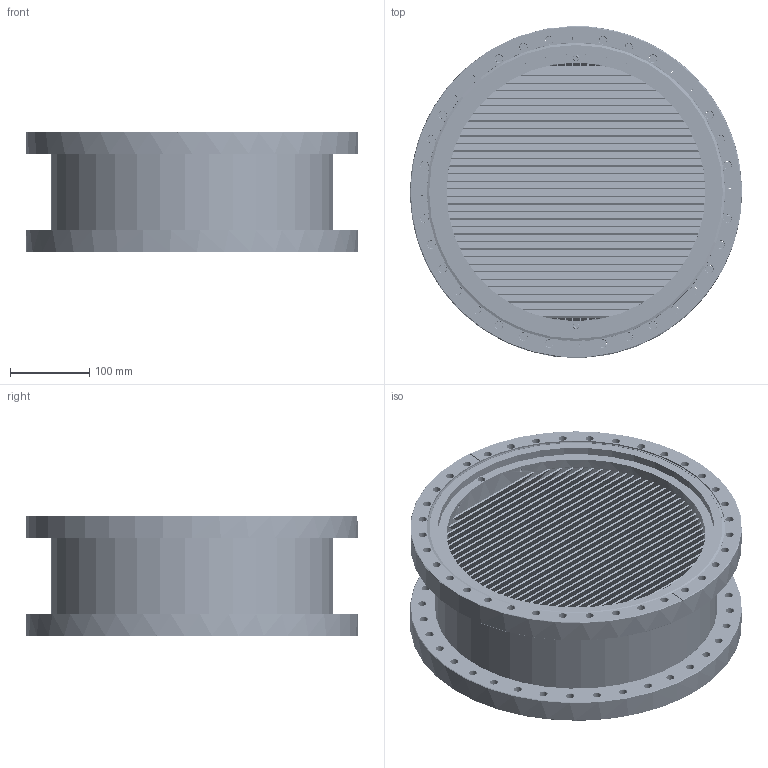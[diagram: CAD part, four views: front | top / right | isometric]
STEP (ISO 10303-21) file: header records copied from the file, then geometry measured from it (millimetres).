
FILE_DESCRIPTION (( 'STEP AP214' ), '1' );
FILE_NAME ('D1500305-v1 (Bolted, Type 2).STEP', '2015-09-23T17:13:08', ( '' ), ( '' ), 'SwSTEP 2.0', 'SolidWorks 2015', '' );
FILE_SCHEMA (( 'AUTOMOTIVE_DESIGN' ));
Length unit declared in the file: inch
Products named in the file (76): Chevron UV Baffle, Blade 14 Ga. 304 SSTL_-v3; Chevron UV Baffle, Blade Ring_v3; Chevron UV Baffle, Blade Cell (TYPE D)_Option 2, THREADED; 92196A226_92196A226; Chevron UV Baffle, Blade Cell (TYPE D)_Option 2; Chevron UV Baffle, Blade Ring_THREADED; 94355A535_94355A535; 14 in. OD SSTL Tubing,.13 wall; 110040; 100040; D1500305-v1 (Bolted, Type 2)
Assembly tree (87 placements, depth 3):
  D1500305-v1 (Bolted, Type 2)
    100040
    110040
    14 in. OD SSTL Tubing,.13 wall
    94355A535_94355A535  x8
    Chevron UV Baffle, Blade Cell (TYPE D)_Option 2, THREADED  x2
      Chevron UV Baffle, Blade Ring_THREADED
      Chevron UV Baffle, Blade 14 Ga. 304 SSTL_-v3
      Chevron UV Baffle, Blade 14 Ga. 304 SSTL_-v3
      Chevron UV Baffle, Blade 14 Ga. 304 SSTL_-v3
      Chevron UV Baffle, Blade 14 Ga. 304 SSTL_-v3
      Chevron UV Baffle, Blade 14 Ga. 304 SSTL_-v3
      Chevron UV Baffle, Blade 14 Ga. 304 SSTL_-v3
      Chevron UV Baffle, Blade 14 Ga. 304 SSTL_-v3
      Chevron UV Baffle, Blade 14 Ga. 304 SSTL_-v3
      Chevron UV Baffle, Blade 14 Ga. 304 SSTL_-v3
      Chevron UV Baffle, Blade 14 Ga. 304 SSTL_-v3
      Chevron UV Baffle, Blade 14 Ga. 304 SSTL_-v3
      Chevron UV Baffle, Blade 14 Ga. 304 SSTL_-v3
      Chevron UV Baffle, Blade 14 Ga. 304 SSTL_-v3
      Chevron UV Baffle, Blade 14 Ga. 304 SSTL_-v3
      Chevron UV Baffle, Blade 14 Ga. 304 SSTL_-v3
      Chevron UV Baffle, Blade 14 Ga. 304 SSTL_-v3
      Chevron UV Baffle, Blade 14 Ga. 304 SSTL_-v3
      Chevron UV Baffle, Blade 14 Ga. 304 SSTL_-v3
      Chevron UV Baffle, Blade 14 Ga. 304 SSTL_-v3
      Chevron UV Baffle, Blade 14 Ga. 304 SSTL_-v3
      Chevron UV Baffle, Blade 14 Ga. 304 SSTL_-v3
      Chevron UV Baffle, Blade 14 Ga. 304 SSTL_-v3
      Chevron UV Baffle, Blade 14 Ga. 304 SSTL_-v3
      Chevron UV Baffle, Blade 14 Ga. 304 SSTL_-v3
      Chevron UV Baffle, Blade 14 Ga. 304 SSTL_-v3
      Chevron UV Baffle, Blade 14 Ga. 304 SSTL_-v3
      Chevron UV Baffle, Blade 14 Ga. 304 SSTL_-v3
      Chevron UV Baffle, Blade 14 Ga. 304 SSTL_-v3
      Chevron UV Baffle, Blade 14 Ga. 304 SSTL_-v3
      Chevron UV Baffle, Blade 14 Ga. 304 SSTL_-v3
      Chevron UV Baffle, Blade 14 Ga. 304 SSTL_-v3
      Chevron UV Baffle, Blade 14 Ga. 304 SSTL_-v3
      Chevron UV Baffle, Blade 14 Ga. 304 SSTL_-v3
    Chevron UV Baffle, Blade Cell (TYPE D)_Option 2  x2
      Chevron UV Baffle, Blade Ring_v3
      Chevron UV Baffle, Blade 14 Ga. 304 SSTL_-v3
      Chevron UV Baffle, Blade 14 Ga. 304 SSTL_-v3
      Chevron UV Baffle, Blade 14 Ga. 304 SSTL_-v3
      Chevron UV Baffle, Blade 14 Ga. 304 SSTL_-v3
      Chevron UV Baffle, Blade 14 Ga. 304 SSTL_-v3
      Chevron UV Baffle, Blade 14 Ga. 304 SSTL_-v3
      Chevron UV Baffle, Blade 14 Ga. 304 SSTL_-v3
      Chevron UV Baffle, Blade 14 Ga. 304 SSTL_-v3
      Chevron UV Baffle, Blade 14 Ga. 304 SSTL_-v3
      Chevron UV Baffle, Blade 14 Ga. 304 SSTL_-v3
      Chevron UV Baffle, Blade 14 Ga. 304 SSTL_-v3
      Chevron UV Baffle, Blade 14 Ga. 304 SSTL_-v3
      Chevron UV Baffle, Blade 14 Ga. 304 SSTL_-v3
      Chevron UV Baffle, Blade 14 Ga. 304 SSTL_-v3
      Chevron UV Baffle, Blade 14 Ga. 304 SSTL_-v3
      Chevron UV Baffle, Blade 14 Ga. 304 SSTL_-v3
      Chevron UV Baffle, Blade 14 Ga. 304 SSTL_-v3
      Chevron UV Baffle, Blade 14 Ga. 304 SSTL_-v3
Bounding box: 419.1 x 419.1 x 152.27 mm (x, y, z)
Volume: 5432558.7 mm3; surface area: 3095721.3 mm2
Topology: 152 solids, 152 shells, 4004 faces, 10489 edges, 6795 vertices
Faces by surface type: plane 1774, cylinder 1676, cone 522, bspline 32
Entity records: 76650 total; most frequent: CARTESIAN_POINT 23158, ORIENTED_EDGE 9378, DIRECTION 7894, EDGE_CURVE 4689, AXIS2_PLACEMENT_3D 3100, VERTEX_POINT 3007, EDGE_LOOP 2024, ADVANCED_FACE 1837
